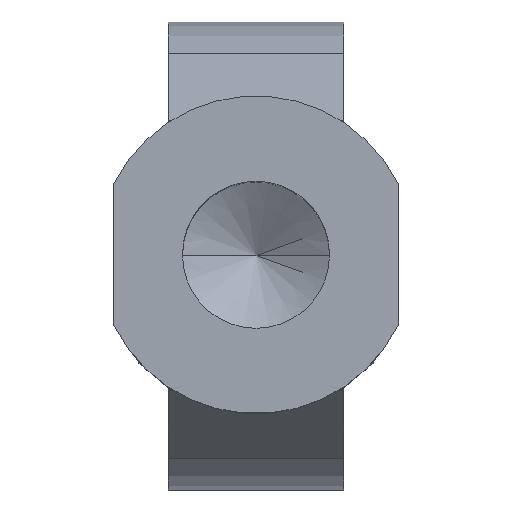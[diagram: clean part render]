
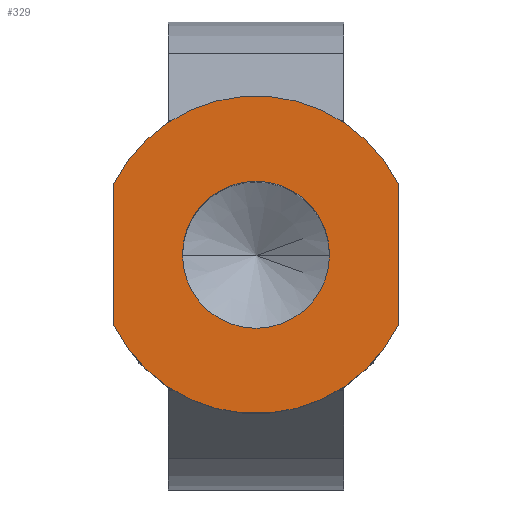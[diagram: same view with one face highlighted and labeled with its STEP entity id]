
A CAD part, top view. The second image highlights one B-rep face of the part: STEP entity #329.
In plain terms, the highlighted planar face has unit normal (0, 0, 1).
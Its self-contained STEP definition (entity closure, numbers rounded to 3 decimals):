
#288 = VERTEX_POINT ( 'NONE', #802 ) ;
#289 = EDGE_CURVE ( 'NONE', #309, #288, #801, .T. ) ;
#307 = VERTEX_POINT ( 'NONE', #846 ) ;
#309 = VERTEX_POINT ( 'NONE', #845 ) ;
#316 = ORIENTED_EDGE ( 'NONE', *, *, #327, .T. ) ;
#317 = ORIENTED_EDGE ( 'NONE', *, *, #289, .T. ) ;
#318 = ORIENTED_EDGE ( 'NONE', *, *, #323, .T. ) ;
#319 = ORIENTED_EDGE ( 'NONE', *, *, #381, .T. ) ;
#323 = EDGE_CURVE ( 'NONE', #324, #307, #884, .T. ) ;
#324 = VERTEX_POINT ( 'NONE', #879 ) ;
#327 = EDGE_CURVE ( 'NONE', #288, #324, #878, .T. ) ;
#329 = ADVANCED_FACE ( 'NONE', ( #874, #873 ), #872, .T. ) ;
#330 = EDGE_LOOP ( 'NONE', ( #331, #356 ) ) ;
#331 = ORIENTED_EDGE ( 'NONE', *, *, #355, .F. ) ;
#355 = EDGE_CURVE ( 'NONE', #697, #666, #954, .T. ) ;
#356 = ORIENTED_EDGE ( 'NONE', *, *, #699, .F. ) ;
#357 = EDGE_LOOP ( 'NONE', ( #318, #319, #317, #316 ) ) ;
#381 = EDGE_CURVE ( 'NONE', #307, #309, #967, .T. ) ;
#666 = VERTEX_POINT ( 'NONE', #2792 ) ;
#697 = VERTEX_POINT ( 'NONE', #2821 ) ;
#699 = EDGE_CURVE ( 'NONE', #666, #697, #2820, .T. ) ;
#797 = DIRECTION ( 'NONE',  ( 1., 0., 0. ) ) ;
#798 = DIRECTION ( 'NONE',  ( 0., 0., 1. ) ) ;
#799 = CARTESIAN_POINT ( 'NONE',  ( 0., 0., 6.5 ) ) ;
#800 = AXIS2_PLACEMENT_3D ( 'NONE', #799, #798, #797 ) ;
#801 = CIRCLE ( 'NONE', #800, 9.5 ) ;
#802 = CARTESIAN_POINT ( 'NONE',  ( -8.5, 4.243, 6.5 ) ) ;
#845 = CARTESIAN_POINT ( 'NONE',  ( 8.5, 4.243, 6.5 ) ) ;
#846 = CARTESIAN_POINT ( 'NONE',  ( 8.5, -4.243, 6.5 ) ) ;
#868 = DIRECTION ( 'NONE',  ( 1., 0., 0. ) ) ;
#869 = DIRECTION ( 'NONE',  ( 0., 0., 1. ) ) ;
#870 = CARTESIAN_POINT ( 'NONE',  ( 0., 0., 6.5 ) ) ;
#871 = AXIS2_PLACEMENT_3D ( 'NONE', #870, #869, #868 ) ;
#872 = PLANE ( 'NONE',  #871 ) ;
#873 = FACE_OUTER_BOUND ( 'NONE', #357, .T. ) ;
#874 = FACE_BOUND ( 'NONE', #330, .T. ) ;
#875 = DIRECTION ( 'NONE',  ( 0., -1., 0. ) ) ;
#876 = VECTOR ( 'NONE', #875, 1000. ) ;
#877 = CARTESIAN_POINT ( 'NONE',  ( -8.5, -4.243, 6.5 ) ) ;
#878 = LINE ( 'NONE', #877, #876 ) ;
#879 = CARTESIAN_POINT ( 'NONE',  ( -8.5, -4.243, 6.5 ) ) ;
#880 = DIRECTION ( 'NONE',  ( 1., 0., 0. ) ) ;
#881 = DIRECTION ( 'NONE',  ( 0., 0., 1. ) ) ;
#882 = CARTESIAN_POINT ( 'NONE',  ( 0., 0., 6.5 ) ) ;
#883 = AXIS2_PLACEMENT_3D ( 'NONE', #882, #881, #880 ) ;
#884 = CIRCLE ( 'NONE', #883, 9.5 ) ;
#950 = DIRECTION ( 'NONE',  ( 1., 0., 0. ) ) ;
#951 = DIRECTION ( 'NONE',  ( 0., 0., 1. ) ) ;
#952 = CARTESIAN_POINT ( 'NONE',  ( 0., 0., 6.5 ) ) ;
#953 = AXIS2_PLACEMENT_3D ( 'NONE', #952, #951, #950 ) ;
#954 = CIRCLE ( 'NONE', #953, 4.4 ) ;
#964 = DIRECTION ( 'NONE',  ( 0., 1., 0. ) ) ;
#965 = VECTOR ( 'NONE', #964, 1000. ) ;
#966 = CARTESIAN_POINT ( 'NONE',  ( 8.5, -4.243, 6.5 ) ) ;
#967 = LINE ( 'NONE', #966, #965 ) ;
#2792 = CARTESIAN_POINT ( 'NONE',  ( -4.4, 0., 6.5 ) ) ;
#2816 = DIRECTION ( 'NONE',  ( 1., 0., 0. ) ) ;
#2817 = DIRECTION ( 'NONE',  ( 0., 0., 1. ) ) ;
#2818 = CARTESIAN_POINT ( 'NONE',  ( 0., 0., 6.5 ) ) ;
#2819 = AXIS2_PLACEMENT_3D ( 'NONE', #2818, #2817, #2816 ) ;
#2820 = CIRCLE ( 'NONE', #2819, 4.4 ) ;
#2821 = CARTESIAN_POINT ( 'NONE',  ( 4.4, 0., 6.5 ) ) ;
